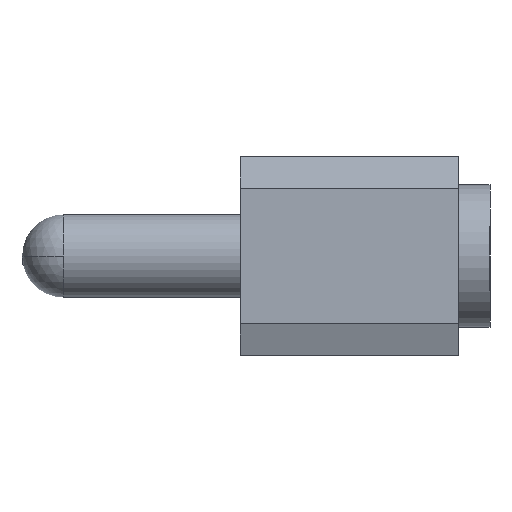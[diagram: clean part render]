
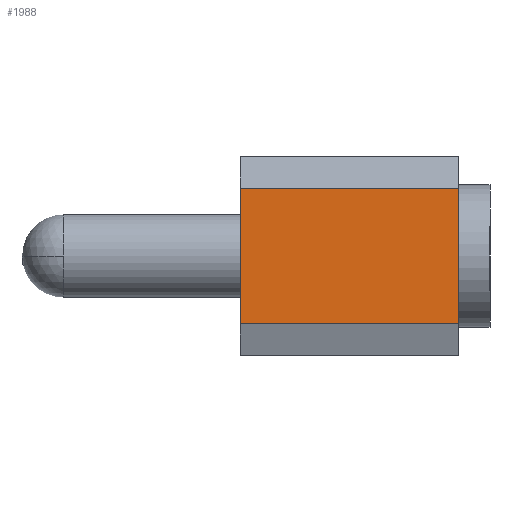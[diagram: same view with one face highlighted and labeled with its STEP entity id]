
A CAD part, left-side view. The second image highlights one B-rep face of the part: STEP entity #1988.
In plain terms, the highlighted planar face has unit normal (-1, 0, 0).
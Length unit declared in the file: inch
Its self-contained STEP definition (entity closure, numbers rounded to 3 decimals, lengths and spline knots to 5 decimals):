
#26 = CARTESIAN_POINT ( 'NONE',  ( -0.01203, -0.11, -0.08425 ) ) ;
#63 = AXIS2_PLACEMENT_3D ( 'NONE', #1362, #1059, #376 ) ;
#118 = LINE ( 'NONE', #2146, #673 ) ;
#125 = EDGE_CURVE ( 'NONE', #612, #2130, #1546, .T. ) ;
#152 = CARTESIAN_POINT ( 'NONE',  ( -0.01203, 0., -0.08425 ) ) ;
#259 = CARTESIAN_POINT ( 'NONE',  ( -0.01203, 0., -0.01575 ) ) ;
#266 = EDGE_CURVE ( 'NONE', #986, #2130, #118, .T. ) ;
#376 = DIRECTION ( 'NONE',  ( 0., 0., 1. ) ) ;
#525 = ORIENTED_EDGE ( 'NONE', *, *, #792, .F. ) ;
#542 = ORIENTED_EDGE ( 'NONE', *, *, #125, .F. ) ;
#612 = VERTEX_POINT ( 'NONE', #152 ) ;
#627 = DIRECTION ( 'NONE',  ( 0., 1., 0. ) ) ;
#673 = VECTOR ( 'NONE', #627, 39.37008 ) ;
#710 = FACE_OUTER_BOUND ( 'NONE', #1800, .T. ) ;
#731 = PLANE ( 'NONE',  #63 ) ;
#792 = EDGE_CURVE ( 'NONE', #1348, #612, #1247, .T. ) ;
#811 = LINE ( 'NONE', #1547, #1355 ) ;
#838 = ORIENTED_EDGE ( 'NONE', *, *, #1905, .T. ) ;
#986 = VERTEX_POINT ( 'NONE', #1479 ) ;
#1059 = DIRECTION ( 'NONE',  ( -1., 0., 0. ) ) ;
#1075 = DIRECTION ( 'NONE',  ( 0., 1., 0. ) ) ;
#1198 = DIRECTION ( 'NONE',  ( 0., 0., 1. ) ) ;
#1218 = DIRECTION ( 'NONE',  ( 0., 0., 1. ) ) ;
#1247 = LINE ( 'NONE', #1563, #1899 ) ;
#1348 = VERTEX_POINT ( 'NONE', #26 ) ;
#1355 = VECTOR ( 'NONE', #1198, 39.37008 ) ;
#1362 = CARTESIAN_POINT ( 'NONE',  ( -0.01203, -0.11, -0.08425 ) ) ;
#1417 = CARTESIAN_POINT ( 'NONE',  ( -0.01203, 0., -0.08425 ) ) ;
#1479 = CARTESIAN_POINT ( 'NONE',  ( -0.01203, -0.11, -0.01575 ) ) ;
#1546 = LINE ( 'NONE', #1417, #1796 ) ;
#1547 = CARTESIAN_POINT ( 'NONE',  ( -0.01203, -0.11, -0.08425 ) ) ;
#1563 = CARTESIAN_POINT ( 'NONE',  ( -0.01203, -0.11, -0.08425 ) ) ;
#1788 = ORIENTED_EDGE ( 'NONE', *, *, #266, .T. ) ;
#1796 = VECTOR ( 'NONE', #1218, 39.37008 ) ;
#1800 = EDGE_LOOP ( 'NONE', ( #542, #525, #838, #1788 ) ) ;
#1899 = VECTOR ( 'NONE', #1075, 39.37008 ) ;
#1905 = EDGE_CURVE ( 'NONE', #1348, #986, #811, .T. ) ;
#1988 = ADVANCED_FACE ( 'NONE', ( #710 ), #731, .T. ) ;
#2130 = VERTEX_POINT ( 'NONE', #259 ) ;
#2146 = CARTESIAN_POINT ( 'NONE',  ( -0.01203, -0.11, -0.01575 ) ) ;
